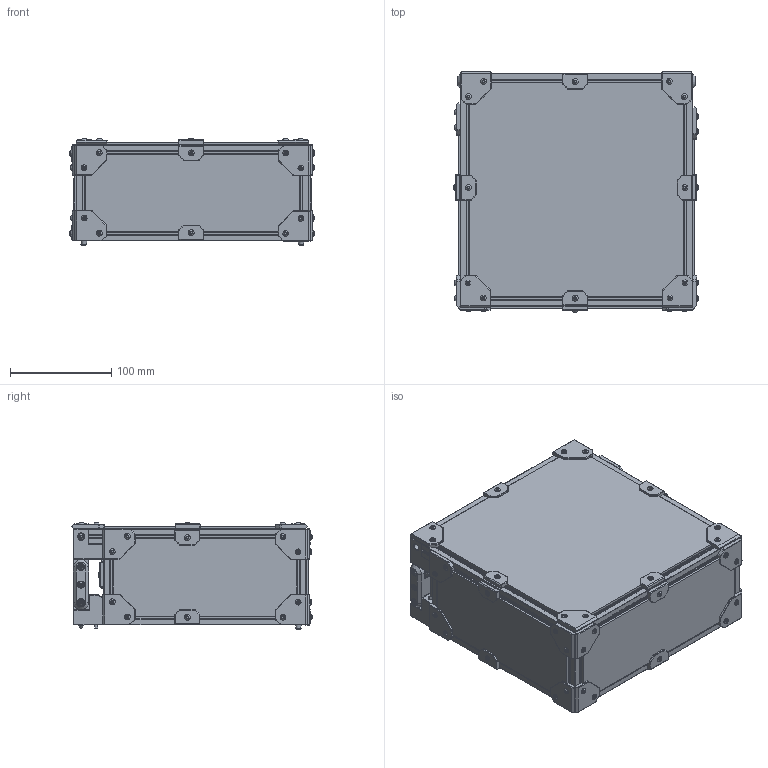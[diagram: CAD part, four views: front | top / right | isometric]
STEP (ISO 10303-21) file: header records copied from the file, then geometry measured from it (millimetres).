
FILE_DESCRIPTION(/* description */ (''),/* implementation_level */ '2;1');
FILE_NAME(/* name */ 'v0_Hinged_TopHat.step',/* time_stamp */ '2020-09-27T16:52:38-07:00',/* author */ (''),/* organization */ (''),/* preprocessor_version */ 'ST-DEVELOPER v18.1',/* originating_system */ 'Autodesk Translation Framework v9.3.0.1241',/* authorisation */ '');
FILE_SCHEMA (('AUTOMOTIVE_DESIGN { 1 0 10303 214 3 1 1 }'));
Length unit declared in the file: millimetre
Products named in the file (32): Top Hat Assembly; v0_TopHat_Frame; 1515_80mm; 1515_170mm; 1515_92mm; v0_TopHat_AlignmentPins; Alignment Pin; v0_TopHat_Hinge; Bottom Hinge; Middle_Hinge; 1515_200mm; Top Hinge; Top Hinge (Mirror); v0_TopHat_Panels; FrontPanel; SidePanel; TopPanel; RearInnerPanel; v0_TopHat_PanelClips; Panel_Clip_Corner_Left; Panel_Clip_Corner_Right; Panel_Clip_Middle; M3 Hardware; M3x20 BHCS; M3x20 BHCS_1; M3x16 BHCS; M3x16 BHCS_1; M3x12 BHCS; M3x12 BHCS_1; M3x8 BHCS; M3x8 BHCS v2; M3x8 BHCS_1
Assembly tree (127 placements, depth 4):
  Top Hat Assembly
    v0_TopHat_Frame
      1515_200mm  x5
      1515_80mm  x2
      1515_170mm  x2
      1515_92mm  x2
      v0_TopHat_AlignmentPins
        Alignment Pin  x2
    v0_TopHat_Hinge
      Bottom Hinge  x2
      Middle_Hinge  x2
      1515_200mm
      Top Hinge
      Top Hinge (Mirror)
    v0_TopHat_Panels
      FrontPanel
      SidePanel  x2
      TopPanel
      RearInnerPanel
      v0_TopHat_PanelClips
        Panel_Clip_Corner_Right  x10
        Panel_Clip_Corner_Left  x10
        Panel_Clip_Middle  x12
    M3 Hardware
      M3x20 BHCS
        M3x20 BHCS_1  x4
      M3x16 BHCS
        M3x16 BHCS_1  x2
      M3x12 BHCS
        M3x12 BHCS_1  x4
      M3x8 BHCS
        M3x8 BHCS_1  x49
        M3x8 BHCS v2
Bounding box: 242.4 x 237.91 x 106.25 mm (x, y, z)
Volume: 562178.1 mm3; surface area: 601324.8 mm2
Topology: 117 solids, 117 shells, 5262 faces, 13166 edges, 8278 vertices
Faces by surface type: plane 3024, cylinder 1474, cone 694, sphere 60, bspline 6, torus 4
Full cylindrical faces by diameter (mm): 3 x60, 3.3 x24, 3.4 x52, 5 x2, 5.7 x60, 6 x4, 6.2 x6, 6.5 x8
Entity records: 40864 total; most frequent: DIRECTION 7127, CARTESIAN_POINT 7077, ORIENTED_EDGE 6684, EDGE_CURVE 3342, AXIS2_PLACEMENT_3D 2404, LINE 2319, VECTOR 2319, VERTEX_POINT 2146
